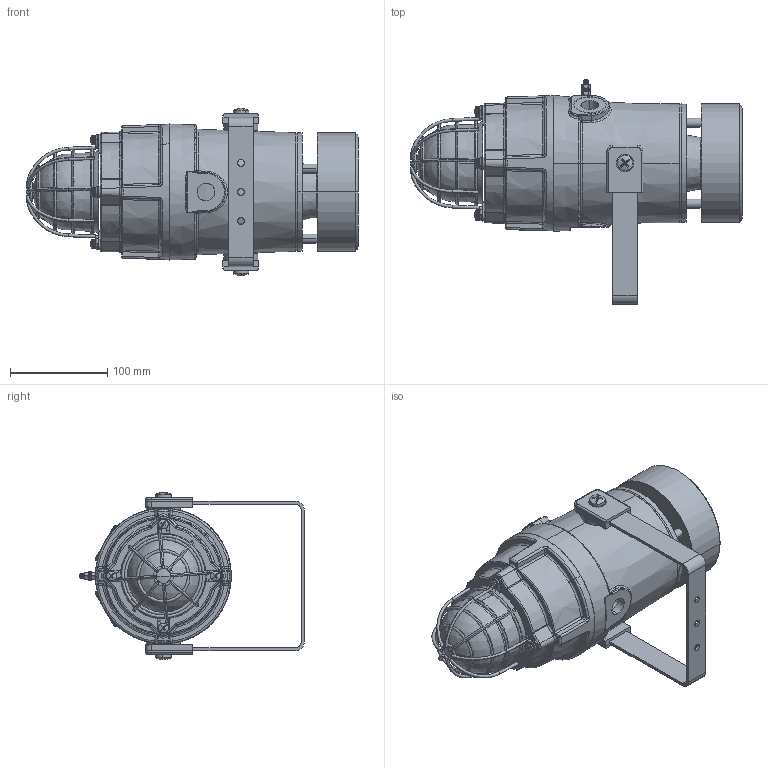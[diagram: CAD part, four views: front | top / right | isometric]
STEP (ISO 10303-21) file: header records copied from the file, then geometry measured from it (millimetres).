
FILE_DESCRIPTION (( 'STEP AP214' ), '1' );
FILE_NAME ('D190-05-311-3D_Issue_1.STEP', '2022-01-21T11:26:18', ( '' ), ( '' ), 'SwSTEP 2.0', 'SolidWorks 2021', '' );
FILE_SCHEMA (( 'AUTOMOTIVE_DESIGN' ));
Length unit declared in the file: millimetre
Products named in the file (21): sounder sub assy_S110; beacon sub assy; RADIAL HORN_perimeter radial slots; D2430-3D_Issue_B; SCSTUDM5A4; WASGM8A4; SCSSM5X16A4P; SCNUTM5A4; D190-05-311-3D_Issue_1; d190 lens_Diffused; D2411-3D_Issue_A; beacon casting_Machining 2D; WAM5A4; WAM8A4; SCSSM8X20A4P; D2410-3D_Issue_B; WASGM5A4; sounder body casting_Machined; D2489-3D_Issue_B_OD115; OR544NIT070_Installed D190; WAA300N2MM
Assembly tree (40 placements, depth 3):
  D190-05-311-3D_Issue_1
    sounder sub assy_S110
      sounder body casting_Machined
      D2430-3D_Issue_B
      D2411-3D_Issue_A  x2
      D2410-3D_Issue_B  x2
      WAM8A4  x2
      WASGM8A4  x2
      SCSSM8X20A4P  x2
      SCSTUDM5A4
      WAM5A4  x3
      WASGM5A4  x2
      SCNUTM5A4  x2
    beacon sub assy
      beacon casting_Machining 2D
      D2489-3D_Issue_B_OD115
      SCSSM5X16A4P  x4
      WAM5A4  x4
      WASGM5A4  x4
      d190 lens_Diffused
    OR544NIT070_Installed D190
    WAA300N2MM
    RADIAL HORN_perimeter radial slots
Bounding box: 341.65 x 231 x 172.45 mm (x, y, z)
Volume: 1372605.9 mm3; surface area: 416028.8 mm2
Topology: 50 solids, 50 shells, 1819 faces, 4401 edges, 2654 vertices
Faces by surface type: cylinder 663, plane 440, bspline 280, torus 251, cone 135, sphere 50
Entity records: 61704 total; most frequent: CARTESIAN_POINT 30640, ORIENTED_EDGE 6538, DIRECTION 5658, EDGE_CURVE 3269, AXIS2_PLACEMENT_3D 2372, VERTEX_POINT 1995, EDGE_LOOP 1454, ADVANCED_FACE 1358
